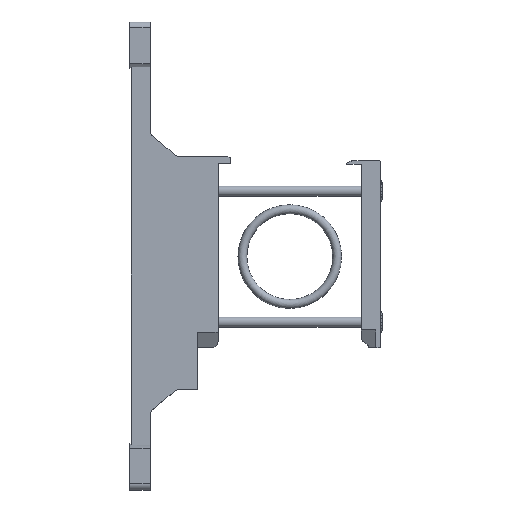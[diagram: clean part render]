
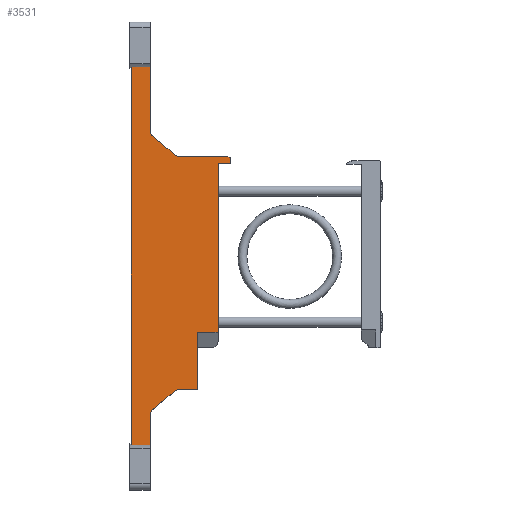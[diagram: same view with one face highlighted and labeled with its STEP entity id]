
A CAD part, top view. The second image highlights one B-rep face of the part: STEP entity #3531.
In plain terms, the highlighted planar face has unit normal (0, 0, 1).
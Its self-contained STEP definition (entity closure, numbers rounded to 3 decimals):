
#142=LINE('',#5283,#409);
#172=LINE('',#5361,#439);
#173=LINE('',#5363,#440);
#174=LINE('',#5365,#441);
#175=LINE('',#5367,#442);
#176=LINE('',#5369,#443);
#177=LINE('',#5373,#444);
#178=LINE('',#5377,#445);
#179=LINE('',#5379,#446);
#180=LINE('',#5381,#447);
#181=LINE('',#5383,#448);
#182=LINE('',#5385,#449);
#183=LINE('',#5389,#450);
#184=LINE('',#5393,#451);
#185=LINE('',#5395,#452);
#409=VECTOR('',#4303,1000.);
#439=VECTOR('',#4359,1000.);
#440=VECTOR('',#4360,1000.);
#441=VECTOR('',#4361,1000.);
#442=VECTOR('',#4362,1000.);
#443=VECTOR('',#4363,1000.);
#444=VECTOR('',#4366,1000.);
#445=VECTOR('',#4369,1000.);
#446=VECTOR('',#4370,1000.);
#447=VECTOR('',#4371,1000.);
#448=VECTOR('',#4372,1000.);
#449=VECTOR('',#4373,1000.);
#450=VECTOR('',#4376,1000.);
#451=VECTOR('',#4379,1000.);
#452=VECTOR('',#4380,1000.);
#633=PLANE('',#3780);
#1120=ORIENTED_EDGE('',*,*,#1796,.F.);
#1121=ORIENTED_EDGE('',*,*,#1759,.F.);
#1122=ORIENTED_EDGE('',*,*,#1797,.F.);
#1123=ORIENTED_EDGE('',*,*,#1798,.F.);
#1124=ORIENTED_EDGE('',*,*,#1799,.F.);
#1125=ORIENTED_EDGE('',*,*,#1800,.F.);
#1126=ORIENTED_EDGE('',*,*,#1801,.F.);
#1127=ORIENTED_EDGE('',*,*,#1802,.F.);
#1128=ORIENTED_EDGE('',*,*,#1803,.F.);
#1129=ORIENTED_EDGE('',*,*,#1804,.F.);
#1130=ORIENTED_EDGE('',*,*,#1805,.T.);
#1131=ORIENTED_EDGE('',*,*,#1806,.T.);
#1132=ORIENTED_EDGE('',*,*,#1807,.F.);
#1133=ORIENTED_EDGE('',*,*,#1808,.F.);
#1134=ORIENTED_EDGE('',*,*,#1809,.F.);
#1135=ORIENTED_EDGE('',*,*,#1810,.F.);
#1136=ORIENTED_EDGE('',*,*,#1811,.F.);
#1137=ORIENTED_EDGE('',*,*,#1812,.F.);
#1138=ORIENTED_EDGE('',*,*,#1813,.F.);
#1759=EDGE_CURVE('',#2136,#2133,#142,.T.);
#1796=EDGE_CURVE('',#2133,#2172,#172,.T.);
#1797=EDGE_CURVE('',#2173,#2136,#173,.T.);
#1798=EDGE_CURVE('',#2174,#2173,#174,.T.);
#1799=EDGE_CURVE('',#2175,#2174,#175,.T.);
#1800=EDGE_CURVE('',#2176,#2175,#176,.T.);
#1801=EDGE_CURVE('',#2177,#2176,#2345,.F.);
#1802=EDGE_CURVE('',#2178,#2177,#177,.T.);
#1803=EDGE_CURVE('',#2179,#2178,#2346,.F.);
#1804=EDGE_CURVE('',#2180,#2179,#178,.T.);
#1805=EDGE_CURVE('',#2180,#2181,#179,.T.);
#1806=EDGE_CURVE('',#2181,#2182,#180,.T.);
#1807=EDGE_CURVE('',#2183,#2182,#181,.T.);
#1808=EDGE_CURVE('',#2184,#2183,#182,.T.);
#1809=EDGE_CURVE('',#2185,#2184,#2347,.F.);
#1810=EDGE_CURVE('',#2186,#2185,#183,.T.);
#1811=EDGE_CURVE('',#2187,#2186,#2348,.F.);
#1812=EDGE_CURVE('',#2188,#2187,#184,.T.);
#1813=EDGE_CURVE('',#2172,#2188,#185,.T.);
#2133=VERTEX_POINT('',#5277);
#2136=VERTEX_POINT('',#5282);
#2172=VERTEX_POINT('',#5362);
#2173=VERTEX_POINT('',#5364);
#2174=VERTEX_POINT('',#5366);
#2175=VERTEX_POINT('',#5368);
#2176=VERTEX_POINT('',#5370);
#2177=VERTEX_POINT('',#5372);
#2178=VERTEX_POINT('',#5374);
#2179=VERTEX_POINT('',#5376);
#2180=VERTEX_POINT('',#5378);
#2181=VERTEX_POINT('',#5380);
#2182=VERTEX_POINT('',#5382);
#2183=VERTEX_POINT('',#5384);
#2184=VERTEX_POINT('',#5386);
#2185=VERTEX_POINT('',#5388);
#2186=VERTEX_POINT('',#5390);
#2187=VERTEX_POINT('',#5392);
#2188=VERTEX_POINT('',#5394);
#2345=CIRCLE('',#3781,2.);
#2346=CIRCLE('',#3782,2.);
#2347=CIRCLE('',#3783,2.);
#2348=CIRCLE('',#3784,2.);
#2522=EDGE_LOOP('',(#1120,#1121,#1122,#1123,#1124,#1125,#1126,#1127,#1128,
#1129,#1130,#1131,#1132,#1133,#1134,#1135,#1136,#1137,#1138));
#2728=FACE_BOUND('',#2522,.T.);
#3531=ADVANCED_FACE('',(#2728),#633,.F.);
#3780=AXIS2_PLACEMENT_3D('',#5360,#4357,#4358);
#3781=AXIS2_PLACEMENT_3D('',#5371,#4364,#4365);
#3782=AXIS2_PLACEMENT_3D('',#5375,#4367,#4368);
#3783=AXIS2_PLACEMENT_3D('',#5387,#4374,#4375);
#3784=AXIS2_PLACEMENT_3D('',#5391,#4377,#4378);
#4303=DIRECTION('',(0.,-1.,0.));
#4357=DIRECTION('',(0.,0.,-1.));
#4358=DIRECTION('',(-1.,0.,0.));
#4359=DIRECTION('',(-1.,0.,0.));
#4360=DIRECTION('',(-1.,0.,0.));
#4361=DIRECTION('',(0.,-1.,0.));
#4362=DIRECTION('',(0.966,-0.259,0.));
#4363=DIRECTION('',(1.,0.,0.));
#4364=DIRECTION('',(0.,0.,-1.));
#4365=DIRECTION('',(-1.,0.,0.));
#4366=DIRECTION('',(0.766,-0.643,0.));
#4367=DIRECTION('',(0.,0.,-1.));
#4368=DIRECTION('',(-1.,0.,0.));
#4369=DIRECTION('',(0.,-1.,0.));
#4370=DIRECTION('',(-1.,0.,0.));
#4371=DIRECTION('',(0.,-1.,0.));
#4372=DIRECTION('',(-1.,0.,0.));
#4373=DIRECTION('',(0.,-1.,0.));
#4374=DIRECTION('',(0.,0.,-1.));
#4375=DIRECTION('',(-1.,0.,0.));
#4376=DIRECTION('',(-0.766,-0.643,0.));
#4377=DIRECTION('',(0.,0.,-1.));
#4378=DIRECTION('',(-1.,0.,0.));
#4379=DIRECTION('',(-1.,0.,0.));
#4380=DIRECTION('',(0.,-1.,0.));
#5277=CARTESIAN_POINT('',(29.9,-25.804,5.));
#5282=CARTESIAN_POINT('',(29.9,31.1,5.));
#5283=CARTESIAN_POINT('',(29.9,63.905,5.));
#5360=CARTESIAN_POINT('',(35.,63.905,5.));
#5361=CARTESIAN_POINT('',(35.,-25.804,5.));
#5362=CARTESIAN_POINT('',(22.9,-25.804,5.));
#5363=CARTESIAN_POINT('',(35.,31.1,5.));
#5364=CARTESIAN_POINT('',(34.,31.1,5.));
#5365=CARTESIAN_POINT('',(34.,63.905,5.));
#5366=CARTESIAN_POINT('',(34.,33.265,5.));
#5367=CARTESIAN_POINT('',(27.273,35.068,5.));
#5368=CARTESIAN_POINT('',(32.75,33.6,5.));
#5369=CARTESIAN_POINT('',(35.,33.6,5.));
#5370=CARTESIAN_POINT('',(16.728,33.6,5.));
#5371=CARTESIAN_POINT('',(16.728,35.6,5.));
#5372=CARTESIAN_POINT('',(15.442,34.068,5.));
#5373=CARTESIAN_POINT('',(12.227,36.766,5.));
#5374=CARTESIAN_POINT('',(7.714,40.552,5.));
#5375=CARTESIAN_POINT('',(9.,42.085,5.));
#5376=CARTESIAN_POINT('',(7.,42.085,5.));
#5377=CARTESIAN_POINT('',(7.,63.905,5.));
#5378=CARTESIAN_POINT('',(7.,63.905,5.));
#5379=CARTESIAN_POINT('',(35.,63.905,5.));
#5380=CARTESIAN_POINT('',(0.5,63.905,5.));
#5381=CARTESIAN_POINT('',(0.5,63.905,5.));
#5382=CARTESIAN_POINT('',(0.5,-63.905,5.));
#5383=CARTESIAN_POINT('',(35.,-63.905,5.));
#5384=CARTESIAN_POINT('',(7.,-63.905,5.));
#5385=CARTESIAN_POINT('',(7.,63.905,5.));
#5386=CARTESIAN_POINT('',(7.,-53.485,5.));
#5387=CARTESIAN_POINT('',(9.,-53.485,5.));
#5388=CARTESIAN_POINT('',(7.714,-51.952,5.));
#5389=CARTESIAN_POINT('',(80.775,9.353,5.));
#5390=CARTESIAN_POINT('',(15.442,-45.468,5.));
#5391=CARTESIAN_POINT('',(16.728,-47.,5.));
#5392=CARTESIAN_POINT('',(16.728,-45.,5.));
#5393=CARTESIAN_POINT('',(35.,-45.,5.));
#5394=CARTESIAN_POINT('',(22.9,-45.,5.));
#5395=CARTESIAN_POINT('',(22.9,63.905,5.));
